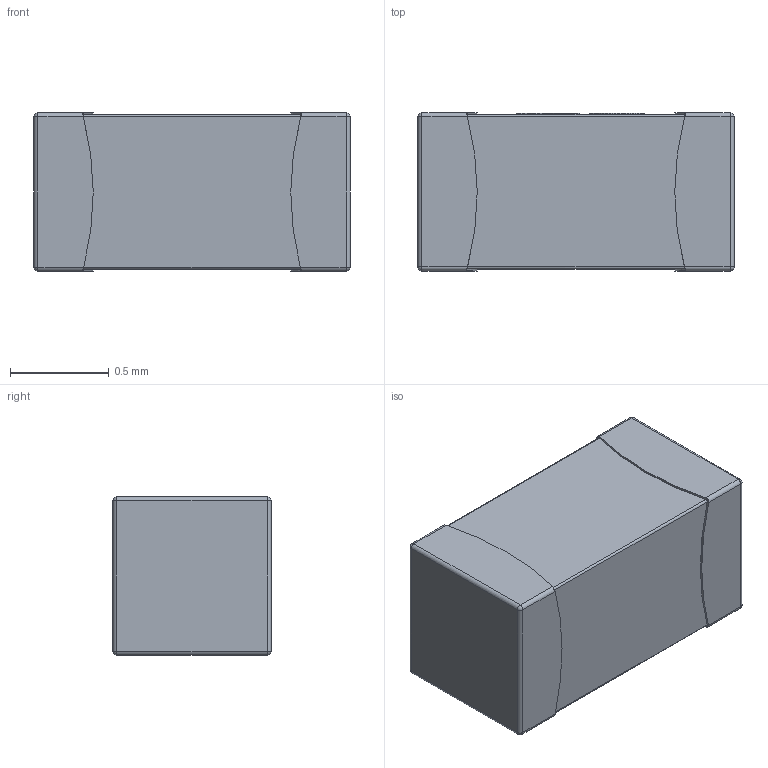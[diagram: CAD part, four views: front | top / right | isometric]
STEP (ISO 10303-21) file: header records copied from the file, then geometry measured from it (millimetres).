
FILE_DESCRIPTION(/* description */ ('Designed by EasyEDA Pro','CAx-IF Rec.Pracs.---Representation and Presentation of Product Manufacturing Information (PMI)---4.0---2014-10-13'),/* implementation_level */ '2;1');
FILE_NAME(/* name */ 'C0603.step',/* time_stamp */ '2025-01-16T17:35:58+08:00',/* author */ (''),/* organization */ (''),/* preprocessor_version */ 'ST-DEVELOPER v20',/* originating_system */ 'Autodesk Translation Framework v13.20.0.188',/* authorisation */ '');
FILE_SCHEMA (('AP242_MANAGED_MODEL_BASED_3D_ENGINEERING_MIM_LF { 1 0 10303 442 1 1 4 }'));
Length unit declared in the file: millimetre
Products named in the file (3): UFQ5-PCBModel; UFQ5-Board; UFQ5-C1-C0603
Assembly tree (2 placements, depth 2):
  UFQ5-PCBModel
    UFQ5-Board
    UFQ5-C1-C0603
Bounding box: 1.6 x 0.8 x 0.8 mm (x, y, z)
Volume: 1 mm3; surface area: 6.4 mm2
Topology: 1 solids, 1 shells, 344 faces, 940 edges, 616 vertices
Faces by surface type: plane 188, bspline 112, cylinder 36, sphere 8
Entity records: 12361 total; most frequent: CARTESIAN_POINT 4021, ORIENTED_EDGE 1864, DIRECTION 1398, EDGE_CURVE 932, VERTEX_POINT 616, LINE 608, VECTOR 608, AXIS2_PLACEMENT_3D 395
